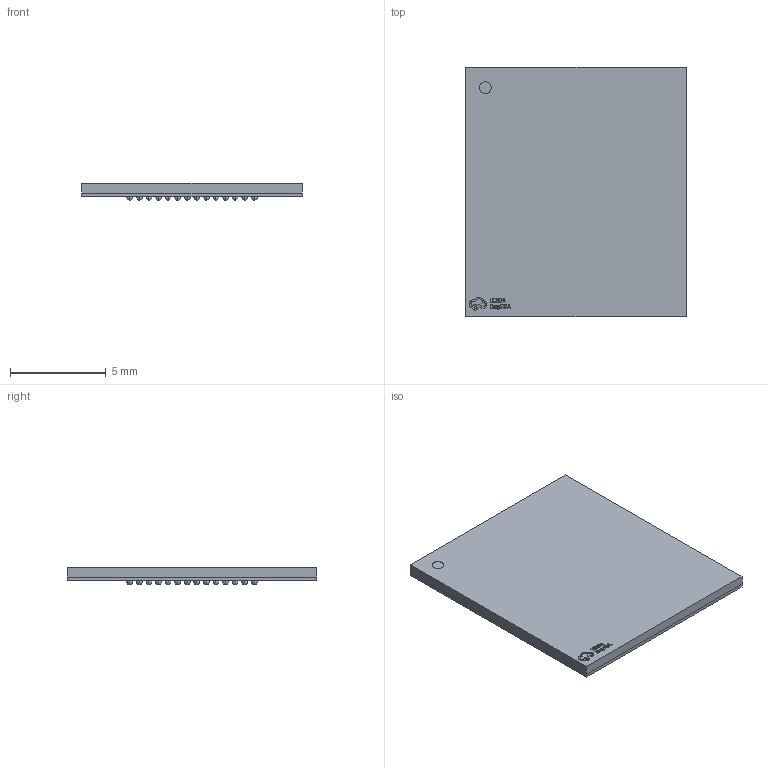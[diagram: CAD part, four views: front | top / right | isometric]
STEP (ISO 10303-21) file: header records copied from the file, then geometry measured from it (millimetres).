
FILE_DESCRIPTION (( 'STEP AP214' ), '1' );
FILE_NAME ('BGA-153_L13.0-W11.5-P0.50-TL_KLM8G1GEME-B041.STEP', '2022-07-06T12:29:08', ( '' ), ( '' ), 'SwSTEP 2.0', 'SolidWorks 2020', '' );
FILE_SCHEMA (( 'AUTOMOTIVE_DESIGN' ));
Length unit declared in the file: millimetre
Products named in the file (1): BGA-153_L13.0-W11.5-P0.50-TL_KLM8G1GEME-B041
Bounding box: 11.5 x 13 x 0.91 mm (x, y, z)
Volume: 103.4 mm3; surface area: 654.7 mm2
Topology: 2 solids, 2 shells, 549 faces, 2031 edges, 1354 vertices
Faces by surface type: sphere 306, plane 143, bspline 98, cylinder 2
Entity records: 22714 total; most frequent: CARTESIAN_POINT 4017, DIRECTION 2586, ORIENTED_EDGE 2532, EDGE_CURVE 1266, AXIS2_PLACEMENT_3D 1068, VERTEX_POINT 895, EDGE_LOOP 723, CIRCLE 616
